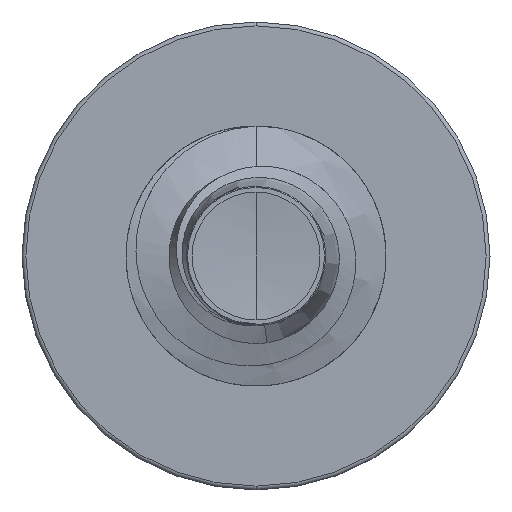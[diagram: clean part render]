
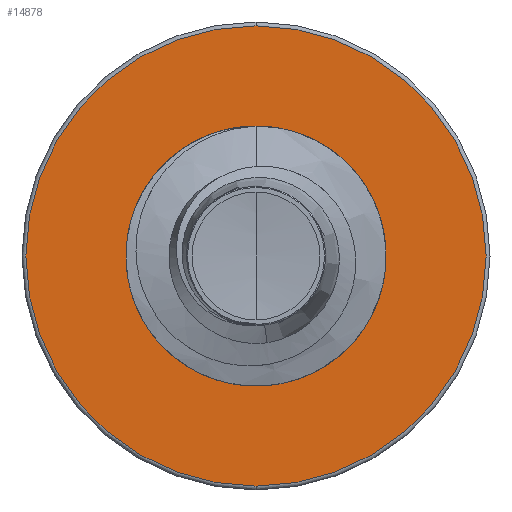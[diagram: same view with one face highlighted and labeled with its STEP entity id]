
A CAD part, front view. The second image highlights one B-rep face of the part: STEP entity #14878.
In plain terms, the highlighted planar face has unit normal (0, -1, 0).
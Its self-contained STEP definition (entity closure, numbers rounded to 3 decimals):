
#455 = CARTESIAN_POINT ( 'NONE',  ( 0., 20., 2.842 ) ) ;
#712 = CIRCLE ( 'NONE', #6677, 2.842 ) ;
#978 = EDGE_LOOP ( 'NONE', ( #3576, #3747 ) ) ;
#1576 = AXIS2_PLACEMENT_3D ( 'NONE', #14445, #6417, #15494 ) ;
#1769 = EDGE_CURVE ( 'NONE', #11537, #2521, #6665, .T. ) ;
#2223 = AXIS2_PLACEMENT_3D ( 'NONE', #14818, #13730, #5467 ) ;
#2238 = DIRECTION ( 'NONE',  ( 0., 1., 0. ) ) ;
#2521 = VERTEX_POINT ( 'NONE', #11236 ) ;
#3376 = ORIENTED_EDGE ( 'NONE', *, *, #12319, .F. ) ;
#3576 = ORIENTED_EDGE ( 'NONE', *, *, #12953, .T. ) ;
#3659 = CARTESIAN_POINT ( 'NONE',  ( 0., 20., 0. ) ) ;
#3747 = ORIENTED_EDGE ( 'NONE', *, *, #15764, .T. ) ;
#3766 = CARTESIAN_POINT ( 'NONE',  ( 0., 20., -2.842 ) ) ;
#3790 = PLANE ( 'NONE',  #2223 ) ;
#4359 = VERTEX_POINT ( 'NONE', #455 ) ;
#4419 = ORIENTED_EDGE ( 'NONE', *, *, #1769, .F. ) ;
#4922 = DIRECTION ( 'NONE',  ( 0., 1., 0. ) ) ;
#4986 = EDGE_LOOP ( 'NONE', ( #4419, #3376 ) ) ;
#5211 = CARTESIAN_POINT ( 'NONE',  ( 0., 20., 0. ) ) ;
#5333 = DIRECTION ( 'NONE',  ( 0., 0., 1. ) ) ;
#5467 = DIRECTION ( 'NONE',  ( 0., 0., 1. ) ) ;
#6417 = DIRECTION ( 'NONE',  ( 0., 1., 0. ) ) ;
#6593 = CIRCLE ( 'NONE', #6951, 5.31 ) ;
#6665 = CIRCLE ( 'NONE', #11614, 5.31 ) ;
#6677 = AXIS2_PLACEMENT_3D ( 'NONE', #3659, #13632, #5333 ) ;
#6951 = AXIS2_PLACEMENT_3D ( 'NONE', #13321, #4922, #14508 ) ;
#8243 = FACE_OUTER_BOUND ( 'NONE', #4986, .T. ) ;
#8350 = FACE_BOUND ( 'NONE', #978, .T. ) ;
#9235 = CARTESIAN_POINT ( 'NONE',  ( 0., 20., 5.31 ) ) ;
#10390 = DIRECTION ( 'NONE',  ( 0., 0., 1. ) ) ;
#11236 = CARTESIAN_POINT ( 'NONE',  ( 0., 20., -5.31 ) ) ;
#11537 = VERTEX_POINT ( 'NONE', #9235 ) ;
#11614 = AXIS2_PLACEMENT_3D ( 'NONE', #5211, #2238, #10390 ) ;
#12319 = EDGE_CURVE ( 'NONE', #2521, #11537, #6593, .T. ) ;
#12953 = EDGE_CURVE ( 'NONE', #4359, #13432, #712, .T. ) ;
#13321 = CARTESIAN_POINT ( 'NONE',  ( 0., 20., 0. ) ) ;
#13370 = CIRCLE ( 'NONE', #1576, 2.842 ) ;
#13432 = VERTEX_POINT ( 'NONE', #3766 ) ;
#13632 = DIRECTION ( 'NONE',  ( 0., 1., 0. ) ) ;
#13730 = DIRECTION ( 'NONE',  ( 0., 1., 0. ) ) ;
#14445 = CARTESIAN_POINT ( 'NONE',  ( 0., 20., 0. ) ) ;
#14508 = DIRECTION ( 'NONE',  ( 0., 0., 1. ) ) ;
#14818 = CARTESIAN_POINT ( 'NONE',  ( 0., 20., -2.842 ) ) ;
#14878 = ADVANCED_FACE ( 'NONE', ( #8243, #8350 ), #3790, .F. ) ;
#15494 = DIRECTION ( 'NONE',  ( 0., 0., 1. ) ) ;
#15764 = EDGE_CURVE ( 'NONE', #13432, #4359, #13370, .T. ) ;
